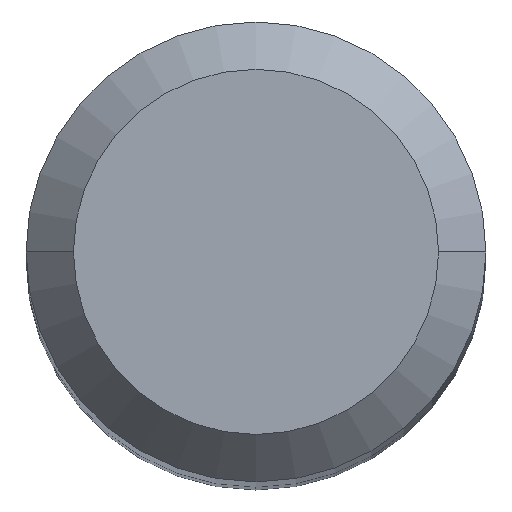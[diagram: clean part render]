
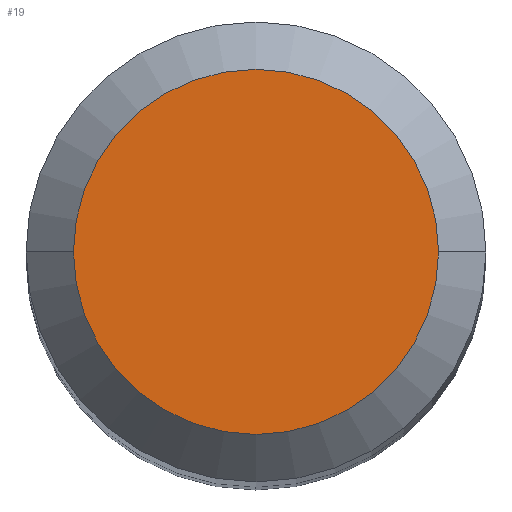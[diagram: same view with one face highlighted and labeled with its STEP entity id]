
A CAD part, top view. The second image highlights one B-rep face of the part: STEP entity #19.
In plain terms, the highlighted planar face has unit normal (0, 0, 1).
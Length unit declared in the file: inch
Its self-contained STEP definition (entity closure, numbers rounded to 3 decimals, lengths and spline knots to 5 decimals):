
#9 = CARTESIAN_POINT ( 'NONE',  ( 0., 0., 0. ) ) ;
#14 = CIRCLE ( 'NONE', #273, 0.1203 ) ;
#19 = ADVANCED_FACE ( 'NONE', ( #351 ), #81, .F. ) ;
#28 = DIRECTION ( 'NONE',  ( 1., 0., 0. ) ) ;
#53 = DIRECTION ( 'NONE',  ( 0., 0., -1. ) ) ;
#81 = PLANE ( 'NONE',  #155 ) ;
#86 = CARTESIAN_POINT ( 'NONE',  ( 0.1203, 0., 0. ) ) ;
#103 = VERTEX_POINT ( 'NONE', #86 ) ;
#122 = CIRCLE ( 'NONE', #387, 0.1203 ) ;
#137 = ORIENTED_EDGE ( 'NONE', *, *, #290, .T. ) ;
#155 = AXIS2_PLACEMENT_3D ( 'NONE', #202, #53, #358 ) ;
#202 = CARTESIAN_POINT ( 'NONE',  ( 0., 0., 0. ) ) ;
#239 = DIRECTION ( 'NONE',  ( 0., 0., 1. ) ) ;
#265 = EDGE_CURVE ( 'NONE', #316, #103, #14, .T. ) ;
#273 = AXIS2_PLACEMENT_3D ( 'NONE', #308, #239, #279 ) ;
#279 = DIRECTION ( 'NONE',  ( 1., 0., 0. ) ) ;
#290 = EDGE_CURVE ( 'NONE', #103, #316, #122, .T. ) ;
#308 = CARTESIAN_POINT ( 'NONE',  ( 0., 0., 0. ) ) ;
#310 = CARTESIAN_POINT ( 'NONE',  ( -0.1203, 0., 0. ) ) ;
#316 = VERTEX_POINT ( 'NONE', #310 ) ;
#351 = FACE_OUTER_BOUND ( 'NONE', #378, .T. ) ;
#358 = DIRECTION ( 'NONE',  ( -1., 0., 0. ) ) ;
#363 = DIRECTION ( 'NONE',  ( 0., 0., 1. ) ) ;
#374 = ORIENTED_EDGE ( 'NONE', *, *, #265, .T. ) ;
#378 = EDGE_LOOP ( 'NONE', ( #374, #137 ) ) ;
#387 = AXIS2_PLACEMENT_3D ( 'NONE', #9, #363, #28 ) ;
